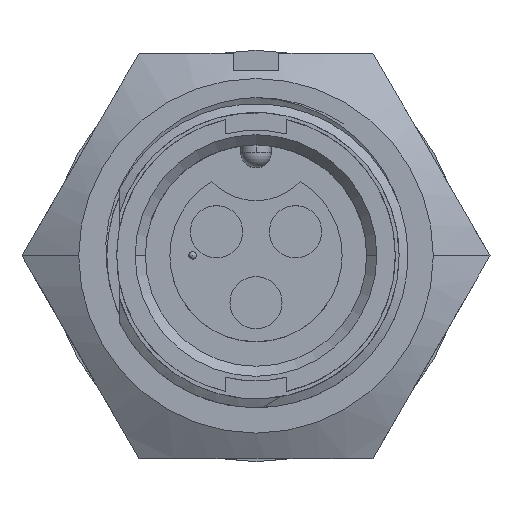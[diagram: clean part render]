
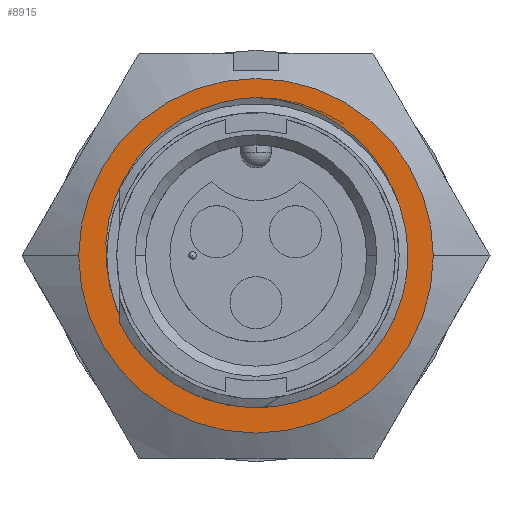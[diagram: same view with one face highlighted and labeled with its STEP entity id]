
A CAD part, top view. The second image highlights one B-rep face of the part: STEP entity #8915.
In plain terms, the highlighted planar face has unit normal (0, 0, 1).
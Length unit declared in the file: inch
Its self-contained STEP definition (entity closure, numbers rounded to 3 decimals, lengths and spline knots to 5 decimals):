
#211 = ORIENTED_EDGE ( 'NONE', *, *, #7682, .T. ) ;
#224 = DIRECTION ( 'NONE',  ( 0., 0., -1. ) ) ;
#461 = CARTESIAN_POINT ( 'NONE',  ( -0.25809, 0.15867, -0.321 ) ) ;
#492 = CARTESIAN_POINT ( 'NONE',  ( 0.08828, 0.29757, -0.321 ) ) ;
#533 = CARTESIAN_POINT ( 'NONE',  ( -0.29331, -0.03584, -0.321 ) ) ;
#562 = CARTESIAN_POINT ( 'NONE',  ( 0.2943, 0.05334, -0.321 ) ) ;
#640 = CARTESIAN_POINT ( 'NONE',  ( 0.20255, 0.22923, -0.321 ) ) ;
#822 = CARTESIAN_POINT ( 'NONE',  ( 0.29395, -0.03594, -0.321 ) ) ;
#1252 = CARTESIAN_POINT ( 'NONE',  ( 0., 0.3125, -0.321 ) ) ;
#1290 = CARTESIAN_POINT ( 'NONE',  ( -0.04496, 0.30862, -0.321 ) ) ;
#1320 = CARTESIAN_POINT ( 'NONE',  ( -0.29136, -0.04691, -0.321 ) ) ;
#1350 = CARTESIAN_POINT ( 'NONE',  ( 0.28463, 0.09675, -0.321 ) ) ;
#1397 = CARTESIAN_POINT ( 'NONE',  ( -0.2967, 0.03127, -0.321 ) ) ;
#1754 = CARTESIAN_POINT ( 'NONE',  ( 0., 0., -0.321 ) ) ;
#1851 = FACE_BOUND ( 'NONE', #9774, .T. ) ;
#1894 = VERTEX_POINT ( 'NONE', #8766 ) ;
#1970 = PLANE ( 'NONE',  #3229 ) ;
#1999 = DIRECTION ( 'NONE',  ( -1., 0., 0. ) ) ;
#2056 = VERTEX_POINT ( 'NONE', #2087 ) ;
#2087 = CARTESIAN_POINT ( 'NONE',  ( -0.35, 0., -0.321 ) ) ;
#2142 = CARTESIAN_POINT ( 'NONE',  ( -0.29594, -0.01351, -0.321 ) ) ;
#2180 = CARTESIAN_POINT ( 'NONE',  ( -0.21858, 0.21298, -0.321 ) ) ;
#2245 = CARTESIAN_POINT ( 'NONE',  ( 0.14943, 0.26947, -0.321 ) ) ;
#2254 = CARTESIAN_POINT ( 'NONE',  ( -0.20298, 0.22885, -0.321 ) ) ;
#2839 = EDGE_CURVE ( 'NONE', #5022, #7436, #9024, .T. ) ;
#3063 = CARTESIAN_POINT ( 'NONE',  ( -0.10971, 0.28953, -0.321 ) ) ;
#3139 = CARTESIAN_POINT ( 'NONE',  ( 0., 0.3125, -0.321 ) ) ;
#3229 = AXIS2_PLACEMENT_3D ( 'NONE', #6972, #224, #7046 ) ;
#3315 = EDGE_CURVE ( 'NONE', #2056, #10570, #7290, .T. ) ;
#3388 = CARTESIAN_POINT ( 'NONE',  ( 0.28876, -0.05788, -0.321 ) ) ;
#3573 = FACE_OUTER_BOUND ( 'NONE', #10878, .T. ) ;
#3599 = CARTESIAN_POINT ( 'NONE',  ( 0., 0., -0.321 ) ) ;
#3805 = CARTESIAN_POINT ( 'NONE',  ( -0.24611, 0.178, -0.321 ) ) ;
#3844 = CARTESIAN_POINT ( 'NONE',  ( 0.28876, -0.05788, -0.321 ) ) ;
#3946 = CARTESIAN_POINT ( 'NONE',  ( -0.27717, 0.11846, -0.321 ) ) ;
#4088 = EDGE_CURVE ( 'NONE', #5022, #1894, #10705, .T. ) ;
#4488 = DIRECTION ( 'NONE',  ( 0., 0., -1. ) ) ;
#4757 = CARTESIAN_POINT ( 'NONE',  ( -0.0885, 0.29751, -0.321 ) ) ;
#4782 = CARTESIAN_POINT ( 'NONE',  ( 0.0558, 0.30585, -0.321 ) ) ;
#4821 = CARTESIAN_POINT ( 'NONE',  ( 0.04473, 0.30804, -0.321 ) ) ;
#4963 = AXIS2_PLACEMENT_3D ( 'NONE', #3599, #5140, #9595 ) ;
#5007 = CARTESIAN_POINT ( 'NONE',  ( 0.29673, 0.03074, -0.321 ) ) ;
#5022 = VERTEX_POINT ( 'NONE', #6641 ) ;
#5140 = DIRECTION ( 'NONE',  ( 0., 0., -1. ) ) ;
#5296 = AXIS2_PLACEMENT_3D ( 'NONE', #5322, #4488, #1999 ) ;
#5322 = CARTESIAN_POINT ( 'NONE',  ( 0., 0., -0.321 ) ) ;
#5328 = ORIENTED_EDGE ( 'NONE', *, *, #3315, .F. ) ;
#5550 = CARTESIAN_POINT ( 'NONE',  ( -0.2966, -0.00224, -0.321 ) ) ;
#5648 = CARTESIAN_POINT ( 'NONE',  ( 0.27742, 0.11786, -0.321 ) ) ;
#5806 = CARTESIAN_POINT ( 'NONE',  ( 0.29654, -0.01383, -0.321 ) ) ;
#5927 = CIRCLE ( 'NONE', #5296, 0.35 ) ;
#6411 = CARTESIAN_POINT ( 'NONE',  ( -0.28876, -0.05788, -0.321 ) ) ;
#6616 = CARTESIAN_POINT ( 'NONE',  ( 0.24626, 0.1778, -0.321 ) ) ;
#6641 = CARTESIAN_POINT ( 'NONE',  ( -0.28876, -0.05788, -0.321 ) ) ;
#6965 = DIRECTION ( 'NONE',  ( 0., 0., 1. ) ) ;
#6972 = CARTESIAN_POINT ( 'NONE',  ( -0.23094, -0.4, -0.321 ) ) ;
#7046 = DIRECTION ( 'NONE',  ( -1., 0., 0. ) ) ;
#7290 = CIRCLE ( 'NONE', #4963, 0.35 ) ;
#7358 = CARTESIAN_POINT ( 'NONE',  ( 0.1092, 0.28976, -0.321 ) ) ;
#7364 = CARTESIAN_POINT ( 'NONE',  ( -0.28445, 0.09743, -0.321 ) ) ;
#7436 = VERTEX_POINT ( 'NONE', #3844 ) ;
#7682 = EDGE_CURVE ( 'NONE', #1894, #7436, #8037, .T. ) ;
#7812 = DIRECTION ( 'NONE',  ( 1., 0., 0. ) ) ;
#8037 = B_SPLINE_CURVE_WITH_KNOTS ( 'NONE', 3,
 ( #3139, #10888, #9976, #4821, #4782, #492, #7358, #2245, #10846, #640, #8221, #6616, #10813, #5648, #1350, #562, #5007, #5806, #822, #3388 ),
 .UNSPECIFIED., .F., .F.,
 ( 4, 2, 2, 2, 2, 2, 2, 2, 2, 4 ),
 ( 0., 0.00086, 0.00171, 0.00343, 0.00514, 0.00685, 0.00856, 0.01028, 0.01199, 0.0137 ),
 .UNSPECIFIED. ) ;
#8068 = AXIS2_PLACEMENT_3D ( 'NONE', #1754, #6965, #7812 ) ;
#8188 = CARTESIAN_POINT ( 'NONE',  ( -0.16811, 0.25734, -0.321 ) ) ;
#8221 = CARTESIAN_POINT ( 'NONE',  ( 0.21849, 0.2131, -0.321 ) ) ;
#8226 = CARTESIAN_POINT ( 'NONE',  ( -0.2943, 0.05346, -0.321 ) ) ;
#8766 = CARTESIAN_POINT ( 'NONE',  ( 0., 0.3125, -0.321 ) ) ;
#8915 = ADVANCED_FACE ( 'NONE', ( #1851, #3573 ), #1970, .F. ) ;
#9024 = CIRCLE ( 'NONE', #8068, 0.2945 ) ;
#9151 = ORIENTED_EDGE ( 'NONE', *, *, #4088, .T. ) ;
#9183 = EDGE_CURVE ( 'NONE', #10570, #2056, #5927, .T. ) ;
#9577 = ORIENTED_EDGE ( 'NONE', *, *, #2839, .F. ) ;
#9595 = DIRECTION ( 'NONE',  ( -1., 0., 0. ) ) ;
#9774 = EDGE_LOOP ( 'NONE', ( #9151, #211, #9577 ) ) ;
#9911 = CARTESIAN_POINT ( 'NONE',  ( -0.14941, 0.26946, -0.321 ) ) ;
#9947 = CARTESIAN_POINT ( 'NONE',  ( -0.02252, 0.3118, -0.321 ) ) ;
#9976 = CARTESIAN_POINT ( 'NONE',  ( 0.02246, 0.31119, -0.321 ) ) ;
#10348 = ORIENTED_EDGE ( 'NONE', *, *, #9183, .F. ) ;
#10507 = CARTESIAN_POINT ( 'NONE',  ( 0.35, 0., -0.321 ) ) ;
#10570 = VERTEX_POINT ( 'NONE', #10507 ) ;
#10705 = B_SPLINE_CURVE_WITH_KNOTS ( 'NONE', 3,
 ( #6411, #1320, #533, #2142, #5550, #1397, #8226, #7364, #3946, #461, #3805, #2180, #2254, #8188, #9911, #3063, #4757, #1290, #9947, #1252 ),
 .UNSPECIFIED., .F., .F.,
 ( 4, 2, 2, 2, 2, 2, 2, 2, 2, 4 ),
 ( 0., 0.00086, 0.00171, 0.00343, 0.00514, 0.00685, 0.00856, 0.01028, 0.01199, 0.0137 ),
 .UNSPECIFIED. ) ;
#10813 = CARTESIAN_POINT ( 'NONE',  ( 0.25816, 0.15857, -0.321 ) ) ;
#10846 = CARTESIAN_POINT ( 'NONE',  ( 0.16807, 0.25734, -0.321 ) ) ;
#10878 = EDGE_LOOP ( 'NONE', ( #5328, #10348 ) ) ;
#10888 = CARTESIAN_POINT ( 'NONE',  ( 0.01126, 0.31215, -0.321 ) ) ;
